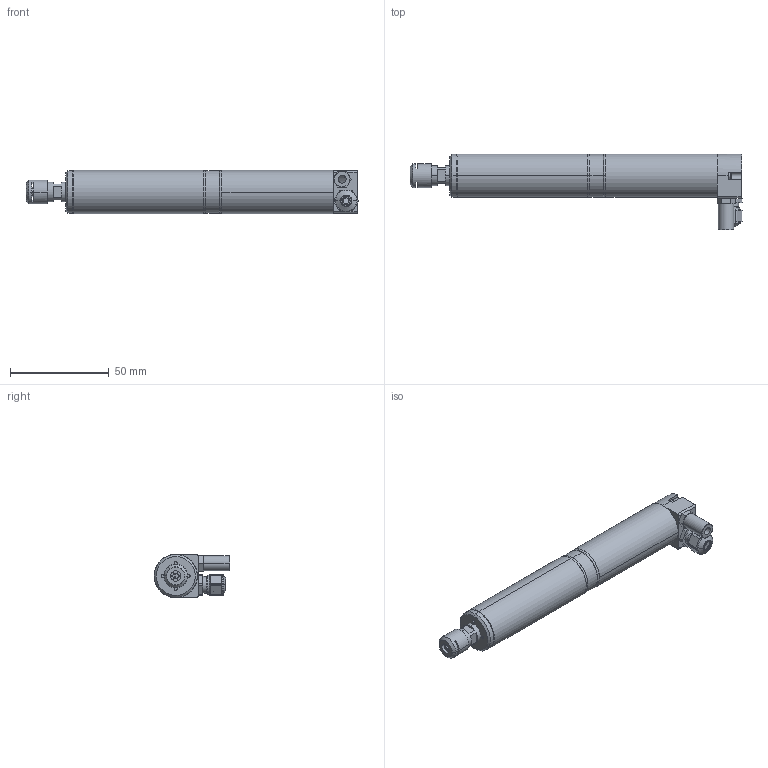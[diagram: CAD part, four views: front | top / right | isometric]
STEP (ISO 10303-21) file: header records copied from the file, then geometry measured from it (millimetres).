
FILE_DESCRIPTION (( 'STEP AP203' ), '1' );
FILE_NAME ('022S100ES-04-.STEP', '2012-09-19T08:16:29', ( '' ), ( '' ), 'SwSTEP 2.0', 'SolidWorks 2012', '' );
FILE_SCHEMA (( 'CONFIG_CONTROL_DESIGN' ));
Length unit declared in the file: millimetre
Products named in the file (1): 022S100ES-04-
Bounding box: 168.53 x 38.5 x 22 mm (x, y, z)
Surface area: 15857.7 mm2 (no closed solid volume)
Topology: 0 solids, 19 shells, 228 faces, 711 edges, 500 vertices
Faces by surface type: plane 107, cylinder 79, cone 28, torus 14
Entity records: 8125 total; most frequent: CARTESIAN_POINT 1568, DIRECTION 1474, ORIENTED_EDGE 1162, EDGE_CURVE 707, AXIS2_PLACEMENT_3D 568, VERTEX_POINT 500, CIRCLE 339, VECTOR 338
